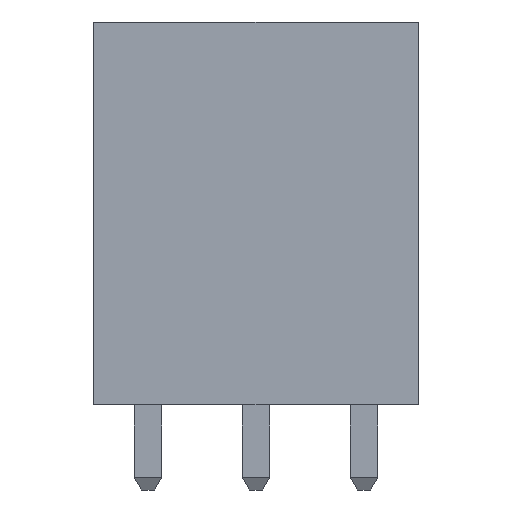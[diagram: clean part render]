
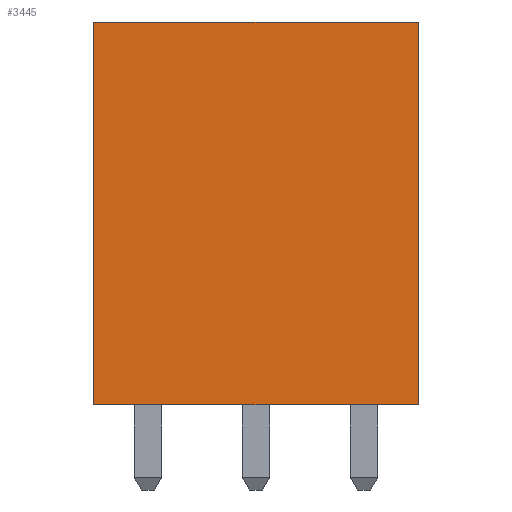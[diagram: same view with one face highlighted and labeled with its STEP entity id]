
A CAD part, front view. The second image highlights one B-rep face of the part: STEP entity #3445.
In plain terms, the highlighted planar face has unit normal (0, -1, 0).
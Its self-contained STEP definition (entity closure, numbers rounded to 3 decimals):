
#3377 = CARTESIAN_POINT ( 'NONE',  ( -1.27, -1.27, 0. ) ) ;
#3378 = VERTEX_POINT ( 'NONE', #3377 ) ;
#3385 = CARTESIAN_POINT ( 'NONE',  ( -1.27, -1.27, 9. ) ) ;
#3386 = VERTEX_POINT ( 'NONE', #3385 ) ;
#3387 = CARTESIAN_POINT ( 'NONE',  ( -1.27, -1.27, 9. ) ) ;
#3388 = DIRECTION ( 'NONE',  ( 0., 0., -1. ) ) ;
#3389 = VECTOR ( 'NONE', #3388, 1000. ) ;
#3390 = LINE ( 'NONE', #3387, #3389 ) ;
#3391 = EDGE_CURVE ( 'NONE', #3386, #3378, #3390, .T. ) ;
#3415 = CARTESIAN_POINT ( 'NONE',  ( 6.35, -1.27, 0. ) ) ;
#3416 = VERTEX_POINT ( 'NONE', #3415 ) ;
#3417 = CARTESIAN_POINT ( 'NONE',  ( -1.27, -1.27, 0. ) ) ;
#3418 = DIRECTION ( 'NONE',  ( 1., 0., 0. ) ) ;
#3419 = VECTOR ( 'NONE', #3418, 1000. ) ;
#3420 = LINE ( 'NONE', #3417, #3419 ) ;
#3421 = EDGE_CURVE ( 'NONE', #3378, #3416, #3420, .T. ) ;
#3422 = ORIENTED_EDGE ( 'NONE', *, *, #3421, .T. ) ;
#3423 = CARTESIAN_POINT ( 'NONE',  ( 6.35, -1.27, 9. ) ) ;
#3424 = VERTEX_POINT ( 'NONE', #3423 ) ;
#3425 = CARTESIAN_POINT ( 'NONE',  ( 6.35, -1.27, 9. ) ) ;
#3426 = DIRECTION ( 'NONE',  ( 0., 0., -1. ) ) ;
#3427 = VECTOR ( 'NONE', #3426, 1000. ) ;
#3428 = LINE ( 'NONE', #3425, #3427 ) ;
#3429 = EDGE_CURVE ( 'NONE', #3424, #3416, #3428, .T. ) ;
#3430 = ORIENTED_EDGE ( 'NONE', *, *, #3429, .F. ) ;
#3431 = CARTESIAN_POINT ( 'NONE',  ( -1.27, -1.27, 9. ) ) ;
#3432 = DIRECTION ( 'NONE',  ( 1., 0., 0. ) ) ;
#3433 = VECTOR ( 'NONE', #3432, 1000. ) ;
#3434 = LINE ( 'NONE', #3431, #3433 ) ;
#3435 = EDGE_CURVE ( 'NONE', #3386, #3424, #3434, .T. ) ;
#3436 = ORIENTED_EDGE ( 'NONE', *, *, #3435, .F. ) ;
#3437 = ORIENTED_EDGE ( 'NONE', *, *, #3391, .T. ) ;
#3438 = EDGE_LOOP ( 'NONE', ( #3422, #3430, #3436, #3437 ) ) ;
#3439 = FACE_OUTER_BOUND ( 'NONE', #3438, .T. ) ;
#3440 = CARTESIAN_POINT ( 'NONE',  ( -1.27, -1.27, 9. ) ) ;
#3441 = DIRECTION ( 'NONE',  ( 0., 1., 0. ) ) ;
#3442 = DIRECTION ( 'NONE',  ( -1., 0., 0. ) ) ;
#3443 = AXIS2_PLACEMENT_3D ( 'NONE', #3440, #3441, #3442 ) ;
#3444 = PLANE ( 'NONE', #3443 ) ;
#3445 = ADVANCED_FACE ( 'NONE', ( #3439 ), #3444, .F. ) ;
